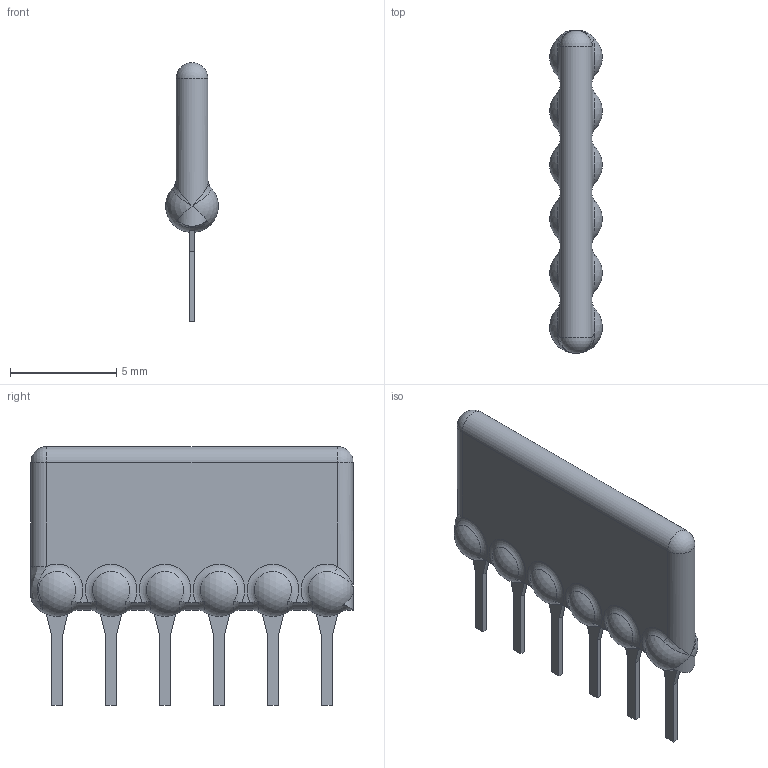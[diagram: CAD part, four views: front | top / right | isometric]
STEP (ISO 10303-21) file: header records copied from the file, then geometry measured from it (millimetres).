
FILE_DESCRIPTION((''),'2;1');
FILE_NAME('4614H','2012-08-22T',('ryans'),('Bourns, Inc.'),'PRO/ENGINEER BY PARAMETRIC TECHNOLOGY CORPORATION, 2010100','PRO/ENGINEER BY PARAMETRIC TECHNOLOGY CORPORATION, 2010100','');
FILE_SCHEMA(('CONFIG_CONTROL_DESIGN'));
Length unit declared in the file: millimetre
Products named in the file (1): 4614H
Bounding box: 2.48 x 15.19 x 12.19 mm (x, y, z)
Volume: 182.8 mm3; surface area: 343.7 mm2
Topology: 1 solids, 13 shells, 152 faces, 330 edges, 206 vertices
Faces by surface type: plane 69, torus 24, cone 24, cylinder 22, sphere 8, bspline 5
Entity records: 4727 total; most frequent: CARTESIAN_POINT 1498, ORIENTED_EDGE 652, DIRECTION 644, EDGE_CURVE 326, AXIS2_PLACEMENT_3D 254, VERTEX_POINT 206, EDGE_LOOP 158, FACE_OUTER_BOUND 152
